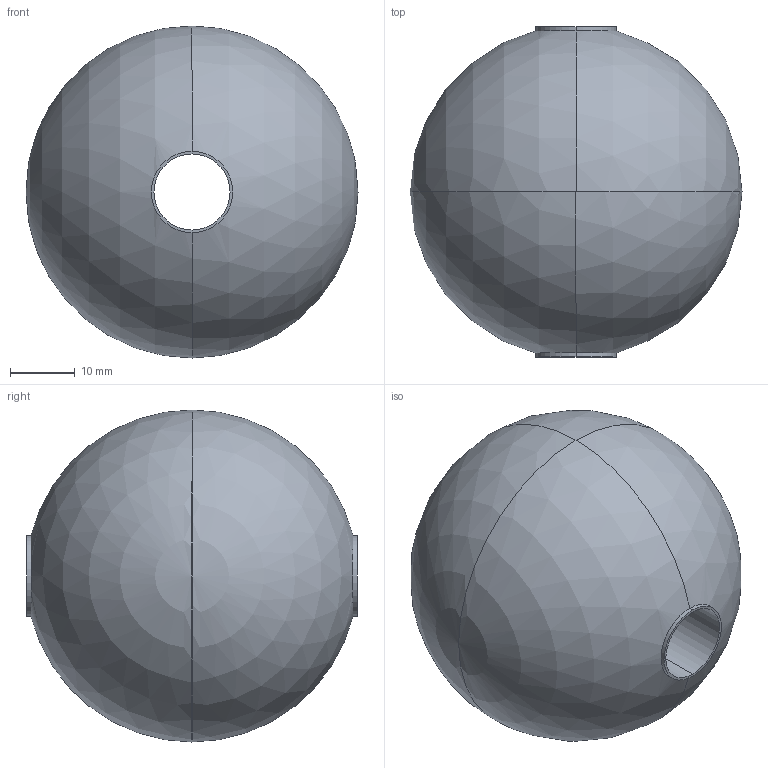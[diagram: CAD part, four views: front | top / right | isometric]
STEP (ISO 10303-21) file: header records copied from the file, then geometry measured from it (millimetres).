
FILE_DESCRIPTION (( 'STEP AP214' ), '1' );
FILE_NAME ('z-TMI-P11.STEP', '2009-05-27T13:31:50', ( 'novotechnik' ), ( 'novotechnik' ), 'SwSTEP 2.0', 'SolidWorks 2008', '' );
FILE_SCHEMA (( 'AUTOMOTIVE_DESIGN' ));
Length unit declared in the file: millimetre
Products named in the file (1): z-TMI-P11
Bounding box: 51.1 x 50.8 x 51.1 mm (x, y, z)
Volume: 5808 mm3; surface area: 19647.3 mm2
Topology: 3 solids, 3 shells, 20 faces, 56 edges, 32 vertices
Faces by surface type: cylinder 8, sphere 8, plane 4
Entity records: 805 total; most frequent: DIRECTION 114, CARTESIAN_POINT 85, ORIENTED_EDGE 80, AXIS2_PLACEMENT_3D 53, EDGE_CURVE 40, CIRCLE 32, EDGE_LOOP 24, VERTEX_POINT 24
